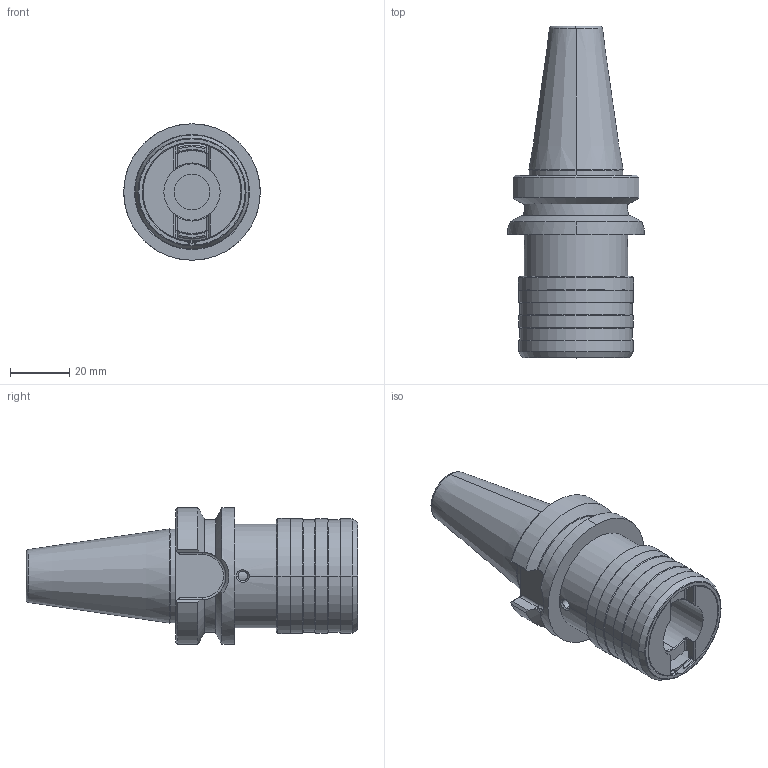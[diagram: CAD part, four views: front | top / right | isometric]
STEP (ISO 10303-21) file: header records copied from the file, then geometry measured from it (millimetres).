
FILE_DESCRIPTION((''),'2;1');
FILE_NAME('32400-30BT_SW0001','2018-03-30T',('046'),(''),'CREO PARAMETRIC BY PTC INC, 2016050','CREO PARAMETRIC BY PTC INC, 2016050','');
FILE_SCHEMA(('CONFIG_CONTROL_DESIGN'));
Length unit declared in the file: millimetre
Products named in the file (1): 32400-30BT_SW0001
Bounding box: 46 x 111.9 x 46 mm (x, y, z)
Volume: 76078.3 mm3; surface area: 26722.6 mm2
Topology: 1 solids, 2 shells, 285 faces, 709 edges, 427 vertices
Faces by surface type: cylinder 99, plane 73, cone 53, torus 31, bspline 17, sphere 12
Entity records: 10294 total; most frequent: CARTESIAN_POINT 3621, ORIENTED_EDGE 1414, DIRECTION 1367, EDGE_CURVE 707, AXIS2_PLACEMENT_3D 542, VERTEX_POINT 427, EDGE_LOOP 304, FACE_OUTER_BOUND 285
